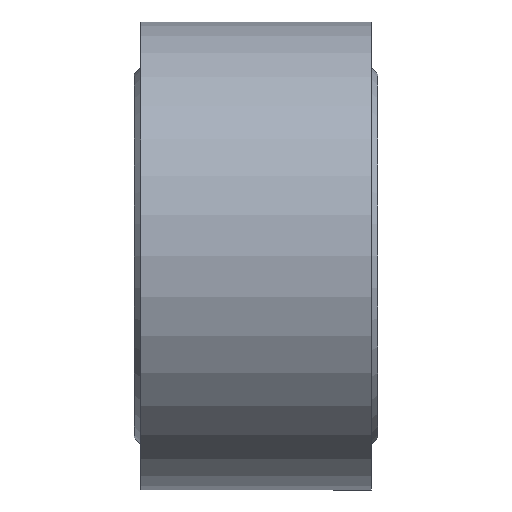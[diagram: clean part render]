
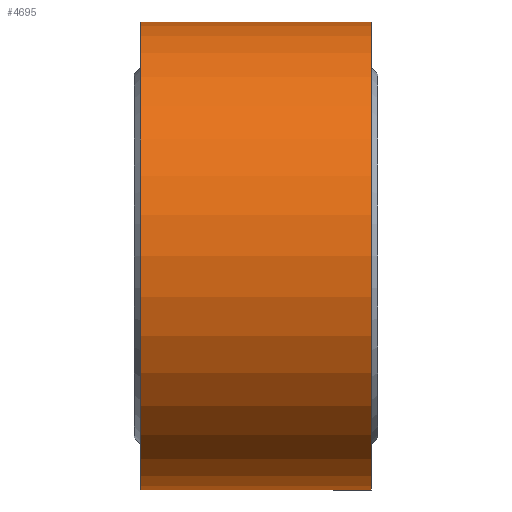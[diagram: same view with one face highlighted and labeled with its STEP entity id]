
A CAD part, front view. The second image highlights one B-rep face of the part: STEP entity #4695.
In plain terms, the highlighted cylindrical face has radius 18 mm (diameter 36 mm), a full revolution.
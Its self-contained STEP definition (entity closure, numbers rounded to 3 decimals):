
#462=CYLINDRICAL_SURFACE('',#4876,18.);
#857=FACE_OUTER_BOUND('',#1125,.T.);
#1125=EDGE_LOOP('',(#4444,#4445,#4446,#4447));
#1554=LINE('',#7938,#1983);
#1983=VECTOR('',#5639,18.);
#2002=CIRCLE('',#4860,18.);
#2009=CIRCLE('',#4875,18.);
#2445=VERTEX_POINT('',#7910);
#2452=VERTEX_POINT('',#7935);
#3106=EDGE_CURVE('',#2445,#2445,#2002,.T.);
#3116=EDGE_CURVE('',#2452,#2452,#2009,.T.);
#3117=EDGE_CURVE('',#2445,#2452,#1554,.T.);
#4444=ORIENTED_EDGE('',*,*,#3106,.F.);
#4445=ORIENTED_EDGE('',*,*,#3117,.T.);
#4446=ORIENTED_EDGE('',*,*,#3116,.T.);
#4447=ORIENTED_EDGE('',*,*,#3117,.F.);
#4695=ADVANCED_FACE('',(#857),#462,.T.);
#4860=AXIS2_PLACEMENT_3D('',#7911,#5602,#5603);
#4875=AXIS2_PLACEMENT_3D('',#7936,#5635,#5636);
#4876=AXIS2_PLACEMENT_3D('',#7937,#5637,#5638);
#5602=DIRECTION('center_axis',(1.,0.,0.));
#5603=DIRECTION('ref_axis',(0.,-0.866,-0.5));
#5635=DIRECTION('center_axis',(1.,0.,0.));
#5636=DIRECTION('ref_axis',(0.,-0.866,-0.5));
#5637=DIRECTION('center_axis',(1.,0.,0.));
#5638=DIRECTION('ref_axis',(0.,-0.866,-0.5));
#5639=DIRECTION('',(-1.,0.,0.));
#7910=CARTESIAN_POINT('',(18.2,15.588,9.));
#7911=CARTESIAN_POINT('Origin',(18.2,0.,
0.));
#7935=CARTESIAN_POINT('',(0.5,15.588,9.));
#7936=CARTESIAN_POINT('Origin',(0.5,0.,
0.));
#7937=CARTESIAN_POINT('Origin',(9.35,0.,0.));
#7938=CARTESIAN_POINT('',(9.35,15.588,9.));
